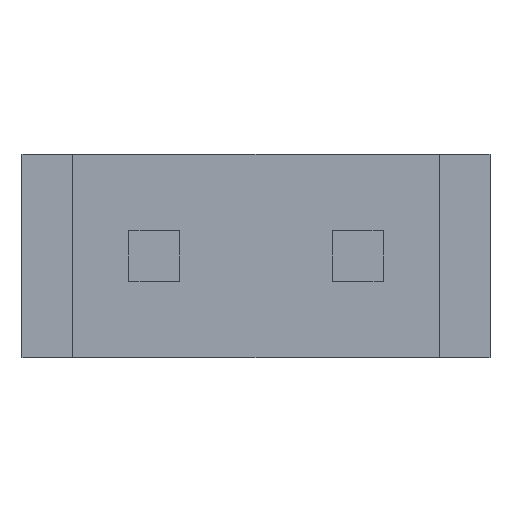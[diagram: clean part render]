
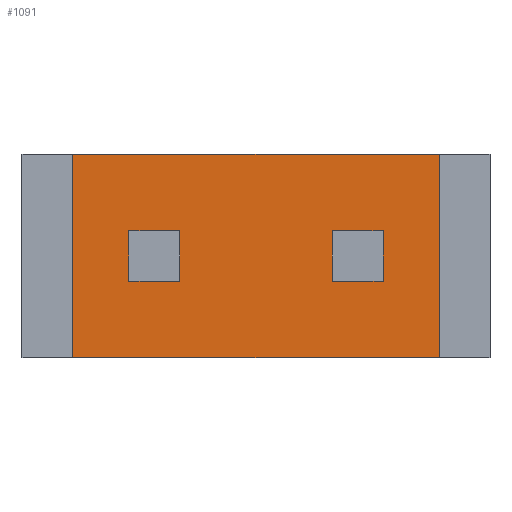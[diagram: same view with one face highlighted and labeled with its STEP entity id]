
A CAD part, front view. The second image highlights one B-rep face of the part: STEP entity #1091.
In plain terms, the highlighted planar face has unit normal (0, -1, 0).
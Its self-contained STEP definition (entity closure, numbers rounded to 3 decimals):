
#6 = DIRECTION ( 'NONE',  ( 0., 0., 1. ) ) ;
#35 = EDGE_CURVE ( 'NONE', #1198, #493, #1319, .T. ) ;
#61 = EDGE_CURVE ( 'NONE', #493, #154, #379, .T. ) ;
#88 = CARTESIAN_POINT ( 'NONE',  ( -0.75, 0.1, 2. ) ) ;
#97 = EDGE_CURVE ( 'NONE', #1297, #374, #176, .T. ) ;
#106 = EDGE_CURVE ( 'NONE', #893, #1198, #385, .T. ) ;
#112 = ORIENTED_EDGE ( 'NONE', *, *, #35, .T. ) ;
#140 = ORIENTED_EDGE ( 'NONE', *, *, #950, .T. ) ;
#142 = EDGE_CURVE ( 'NONE', #973, #1297, #1007, .T. ) ;
#154 = VERTEX_POINT ( 'NONE', #207 ) ;
#164 = DIRECTION ( 'NONE',  ( 1., 0., 0. ) ) ;
#176 = LINE ( 'NONE', #366, #710 ) ;
#182 = DIRECTION ( 'NONE',  ( 0., 0., -1. ) ) ;
#206 = EDGE_CURVE ( 'NONE', #374, #689, #1253, .T. ) ;
#207 = CARTESIAN_POINT ( 'NONE',  ( 0.75, 0.1, 1.25 ) ) ;
#220 = EDGE_LOOP ( 'NONE', ( #140, #381, #408, #352 ) ) ;
#225 = ORIENTED_EDGE ( 'NONE', *, *, #305, .T. ) ;
#235 = CARTESIAN_POINT ( 'NONE',  ( 1.8, 0.1, 2. ) ) ;
#243 = DIRECTION ( 'NONE',  ( 0., 0., -1. ) ) ;
#248 = FACE_BOUND ( 'NONE', #442, .T. ) ;
#284 = DIRECTION ( 'NONE',  ( 0., 1., 0. ) ) ;
#305 = EDGE_CURVE ( 'NONE', #963, #335, #869, .T. ) ;
#313 = ORIENTED_EDGE ( 'NONE', *, *, #61, .T. ) ;
#316 = DIRECTION ( 'NONE',  ( 0., 0., -1. ) ) ;
#321 = CARTESIAN_POINT ( 'NONE',  ( -1.8, 0.1, 2. ) ) ;
#335 = VERTEX_POINT ( 'NONE', #751 ) ;
#350 = PLANE ( 'NONE',  #805 ) ;
#352 = ORIENTED_EDGE ( 'NONE', *, *, #206, .T. ) ;
#366 = CARTESIAN_POINT ( 'NONE',  ( -1.8, 0.1, 1.25 ) ) ;
#371 = CARTESIAN_POINT ( 'NONE',  ( -1.8, 0.1, 2. ) ) ;
#373 = CARTESIAN_POINT ( 'NONE',  ( -1.8, 0.1, 0.75 ) ) ;
#374 = VERTEX_POINT ( 'NONE', #971 ) ;
#379 = LINE ( 'NONE', #1206, #758 ) ;
#381 = ORIENTED_EDGE ( 'NONE', *, *, #142, .T. ) ;
#384 = VECTOR ( 'NONE', #491, 1000. ) ;
#385 = LINE ( 'NONE', #801, #585 ) ;
#386 = LINE ( 'NONE', #802, #709 ) ;
#403 = EDGE_CURVE ( 'NONE', #963, #878, #554, .T. ) ;
#405 = CARTESIAN_POINT ( 'NONE',  ( 1.25, 0.1, 0.75 ) ) ;
#408 = ORIENTED_EDGE ( 'NONE', *, *, #97, .T. ) ;
#420 = CARTESIAN_POINT ( 'NONE',  ( -1.25, 0.1, 2. ) ) ;
#442 = EDGE_LOOP ( 'NONE', ( #112, #313, #548, #1030 ) ) ;
#473 = VERTEX_POINT ( 'NONE', #1113 ) ;
#474 = CARTESIAN_POINT ( 'NONE',  ( -1.8, 0.1, 0. ) ) ;
#478 = CARTESIAN_POINT ( 'NONE',  ( 1.8, 0.1, 2. ) ) ;
#491 = DIRECTION ( 'NONE',  ( 1., 0., 0. ) ) ;
#493 = VERTEX_POINT ( 'NONE', #1026 ) ;
#544 = VECTOR ( 'NONE', #243, 1000. ) ;
#545 = LINE ( 'NONE', #235, #544 ) ;
#548 = ORIENTED_EDGE ( 'NONE', *, *, #933, .T. ) ;
#554 = LINE ( 'NONE', #976, #780 ) ;
#555 = ORIENTED_EDGE ( 'NONE', *, *, #1267, .F. ) ;
#585 = VECTOR ( 'NONE', #182, 1000. ) ;
#676 = DIRECTION ( 'NONE',  ( 0., 0., 1. ) ) ;
#684 = ORIENTED_EDGE ( 'NONE', *, *, #744, .T. ) ;
#689 = VERTEX_POINT ( 'NONE', #1204 ) ;
#692 = DIRECTION ( 'NONE',  ( 0., 0., 1. ) ) ;
#709 = VECTOR ( 'NONE', #1215, 1000. ) ;
#710 = VECTOR ( 'NONE', #164, 1000. ) ;
#727 = CARTESIAN_POINT ( 'NONE',  ( -1.8, 0.1, 2. ) ) ;
#733 = CARTESIAN_POINT ( 'NONE',  ( -1.25, 0.1, 0.75 ) ) ;
#735 = VECTOR ( 'NONE', #1019, 1000. ) ;
#739 = DIRECTION ( 'NONE',  ( 0., 0., -1. ) ) ;
#744 = EDGE_CURVE ( 'NONE', #335, #473, #910, .T. ) ;
#751 = CARTESIAN_POINT ( 'NONE',  ( -1.8, 0.1, 0. ) ) ;
#758 = VECTOR ( 'NONE', #676, 1000. ) ;
#780 = VECTOR ( 'NONE', #1012, 1000. ) ;
#801 = CARTESIAN_POINT ( 'NONE',  ( 1.25, 0.1, 2. ) ) ;
#802 = CARTESIAN_POINT ( 'NONE',  ( -1.8, 0.1, 0.75 ) ) ;
#805 = AXIS2_PLACEMENT_3D ( 'NONE', #371, #284, #692 ) ;
#823 = VECTOR ( 'NONE', #739, 1000. ) ;
#848 = ORIENTED_EDGE ( 'NONE', *, *, #403, .F. ) ;
#869 = LINE ( 'NONE', #321, #823 ) ;
#870 = FACE_OUTER_BOUND ( 'NONE', #1347, .T. ) ;
#878 = VERTEX_POINT ( 'NONE', #478 ) ;
#893 = VERTEX_POINT ( 'NONE', #1119 ) ;
#910 = LINE ( 'NONE', #474, #1083 ) ;
#917 = LINE ( 'NONE', #1335, #384 ) ;
#933 = EDGE_CURVE ( 'NONE', #154, #893, #917, .T. ) ;
#950 = EDGE_CURVE ( 'NONE', #689, #973, #386, .T. ) ;
#963 = VERTEX_POINT ( 'NONE', #727 ) ;
#971 = CARTESIAN_POINT ( 'NONE',  ( -0.75, 0.1, 1.25 ) ) ;
#972 = FACE_BOUND ( 'NONE', #220, .T. ) ;
#973 = VERTEX_POINT ( 'NONE', #733 ) ;
#976 = CARTESIAN_POINT ( 'NONE',  ( -1.8, 0.1, 2. ) ) ;
#1007 = LINE ( 'NONE', #420, #1150 ) ;
#1012 = DIRECTION ( 'NONE',  ( 1., 0., 0. ) ) ;
#1019 = DIRECTION ( 'NONE',  ( -1., 0., 0. ) ) ;
#1026 = CARTESIAN_POINT ( 'NONE',  ( 0.75, 0.1, 0.75 ) ) ;
#1030 = ORIENTED_EDGE ( 'NONE', *, *, #106, .T. ) ;
#1083 = VECTOR ( 'NONE', #1218, 1000. ) ;
#1091 = ADVANCED_FACE ( 'NONE', ( #248, #972, #870 ), #350, .F. ) ;
#1113 = CARTESIAN_POINT ( 'NONE',  ( 1.8, 0.1, 0. ) ) ;
#1119 = CARTESIAN_POINT ( 'NONE',  ( 1.25, 0.1, 1.25 ) ) ;
#1150 = VECTOR ( 'NONE', #6, 1000. ) ;
#1154 = CARTESIAN_POINT ( 'NONE',  ( -1.25, 0.1, 1.25 ) ) ;
#1198 = VERTEX_POINT ( 'NONE', #405 ) ;
#1204 = CARTESIAN_POINT ( 'NONE',  ( -0.75, 0.1, 0.75 ) ) ;
#1206 = CARTESIAN_POINT ( 'NONE',  ( 0.75, 0.1, 2. ) ) ;
#1215 = DIRECTION ( 'NONE',  ( -1., 0., 0. ) ) ;
#1218 = DIRECTION ( 'NONE',  ( 1., 0., 0. ) ) ;
#1253 = LINE ( 'NONE', #88, #1303 ) ;
#1267 = EDGE_CURVE ( 'NONE', #878, #473, #545, .T. ) ;
#1297 = VERTEX_POINT ( 'NONE', #1154 ) ;
#1303 = VECTOR ( 'NONE', #316, 1000. ) ;
#1319 = LINE ( 'NONE', #373, #735 ) ;
#1335 = CARTESIAN_POINT ( 'NONE',  ( -1.8, 0.1, 1.25 ) ) ;
#1347 = EDGE_LOOP ( 'NONE', ( #684, #555, #848, #225 ) ) ;
